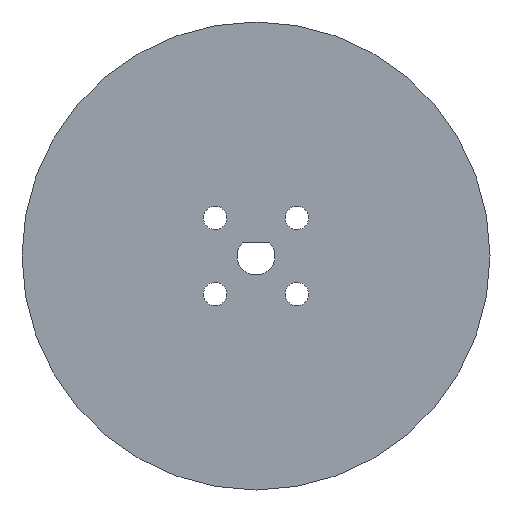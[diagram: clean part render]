
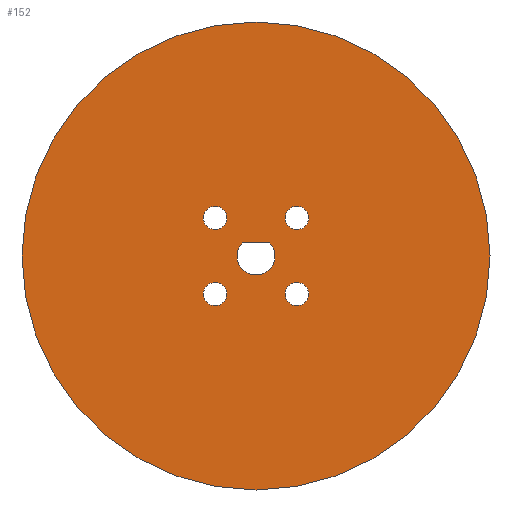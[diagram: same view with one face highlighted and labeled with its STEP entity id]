
A CAD part, left-side view. The second image highlights one B-rep face of the part: STEP entity #152.
In plain terms, the highlighted planar face has unit normal (-1, 0, 0).
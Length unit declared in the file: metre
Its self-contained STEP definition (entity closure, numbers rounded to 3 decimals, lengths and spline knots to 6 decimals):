
#19=LINE('',#265,#23);
#23=VECTOR('',#219,1.);
#33=ORIENTED_EDGE('',*,*,#65,.T.);
#34=ORIENTED_EDGE('',*,*,#66,.T.);
#35=ORIENTED_EDGE('',*,*,#67,.F.);
#36=ORIENTED_EDGE('',*,*,#68,.F.);
#37=ORIENTED_EDGE('',*,*,#69,.T.);
#38=ORIENTED_EDGE('',*,*,#70,.F.);
#39=ORIENTED_EDGE('',*,*,#71,.F.);
#65=EDGE_CURVE('',#81,#81,#94,.T.);
#66=EDGE_CURVE('',#82,#82,#95,.T.);
#67=EDGE_CURVE('',#83,#83,#96,.T.);
#68=EDGE_CURVE('',#84,#85,#19,.T.);
#69=EDGE_CURVE('',#84,#85,#97,.T.);
#70=EDGE_CURVE('',#86,#86,#98,.F.);
#71=EDGE_CURVE('',#87,#87,#99,.F.);
#81=VERTEX_POINT('',#260);
#82=VERTEX_POINT('',#262);
#83=VERTEX_POINT('',#264);
#84=VERTEX_POINT('',#266);
#85=VERTEX_POINT('',#267);
#86=VERTEX_POINT('',#270);
#87=VERTEX_POINT('',#272);
#94=CIRCLE('',#181,0.002);
#95=CIRCLE('',#182,0.002);
#96=CIRCLE('',#183,0.04);
#97=CIRCLE('',#184,0.00325);
#98=CIRCLE('',#185,0.002);
#99=CIRCLE('',#186,0.002);
#106=EDGE_LOOP('',(#33));
#107=EDGE_LOOP('',(#34));
#108=EDGE_LOOP('',(#35));
#109=EDGE_LOOP('',(#36,#37));
#110=EDGE_LOOP('',(#38));
#111=EDGE_LOOP('',(#39));
#130=FACE_BOUND('',#106,.T.);
#131=FACE_BOUND('',#107,.T.);
#132=FACE_BOUND('',#108,.T.);
#133=FACE_BOUND('',#109,.T.);
#134=FACE_BOUND('',#110,.T.);
#135=FACE_BOUND('',#111,.T.);
#149=PLANE('',#180);
#152=ADVANCED_FACE('',(#130,#131,#132,#133,#134,#135),#149,.F.);
#180=AXIS2_PLACEMENT_3D('',#258,#211,#212);
#181=AXIS2_PLACEMENT_3D('',#259,#213,#214);
#182=AXIS2_PLACEMENT_3D('',#261,#215,#216);
#183=AXIS2_PLACEMENT_3D('',#263,#217,#218);
#184=AXIS2_PLACEMENT_3D('',#268,#220,#221);
#185=AXIS2_PLACEMENT_3D('',#269,#222,#223);
#186=AXIS2_PLACEMENT_3D('',#271,#224,#225);
#211=DIRECTION('',(1.,0.,0.));
#212=DIRECTION('',(0.,1.,0.));
#213=DIRECTION('',(1.,0.,0.));
#214=DIRECTION('',(0.,0.,-1.));
#215=DIRECTION('',(1.,0.,0.));
#216=DIRECTION('',(0.,0.,-1.));
#217=DIRECTION('',(1.,0.,0.));
#218=DIRECTION('',(0.,0.,-1.));
#219=DIRECTION('',(0.,1.,0.));
#220=DIRECTION('',(1.,0.,0.));
#221=DIRECTION('',(0.,0.,-1.));
#222=DIRECTION('',(1.,0.,0.));
#223=DIRECTION('',(0.,0.,-1.));
#224=DIRECTION('',(1.,0.,0.));
#225=DIRECTION('',(0.,0.,-1.));
#258=CARTESIAN_POINT('',(0.,0.,0.));
#259=CARTESIAN_POINT('',(0.,0.007,0.0065));
#260=CARTESIAN_POINT('',(0.,0.007,0.0045));
#261=CARTESIAN_POINT('',(0.,-0.007,0.0065));
#262=CARTESIAN_POINT('',(0.,-0.007,0.0045));
#263=CARTESIAN_POINT('',(0.,0.,0.));
#264=CARTESIAN_POINT('',(0.,0.,-0.04));
#265=CARTESIAN_POINT('',(0.,0.,0.00226));
#266=CARTESIAN_POINT('',(0.,-0.002336,0.00226));
#267=CARTESIAN_POINT('',(0.,0.002336,0.00226));
#268=CARTESIAN_POINT('',(0.,0.,0.));
#269=CARTESIAN_POINT('',(0.,-0.007,-0.0065));
#270=CARTESIAN_POINT('',(0.,-0.007,-0.0085));
#271=CARTESIAN_POINT('',(0.,0.007,-0.0065));
#272=CARTESIAN_POINT('',(0.,0.007,-0.0085));
